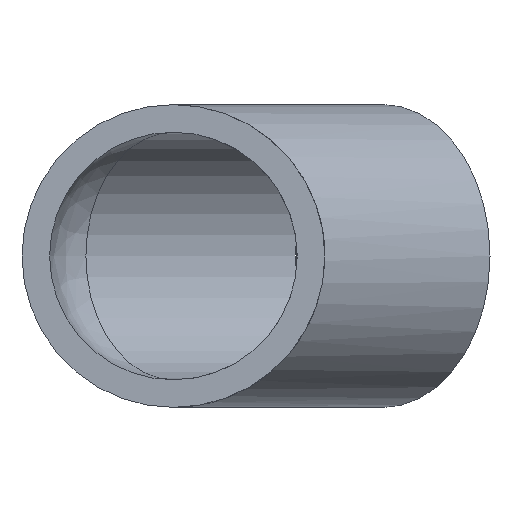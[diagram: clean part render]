
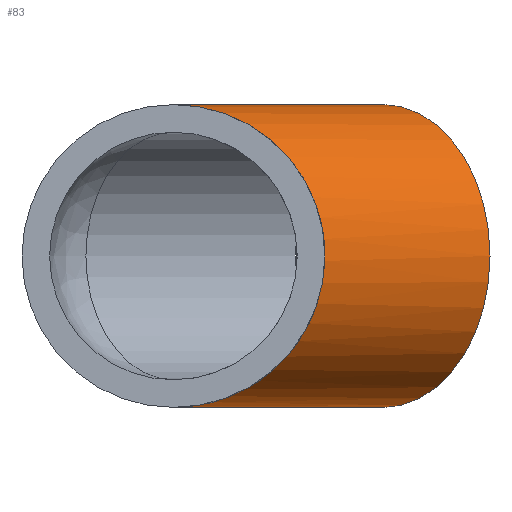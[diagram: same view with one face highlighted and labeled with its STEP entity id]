
A CAD part, left-side view. The second image highlights one B-rep face of the part: STEP entity #83.
In plain terms, the highlighted cylindrical face has radius 80 mm (diameter 160 mm), a full revolution.
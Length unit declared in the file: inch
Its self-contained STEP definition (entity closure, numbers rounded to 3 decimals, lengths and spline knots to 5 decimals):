
#40 = VERTEX_POINT ( 'NONE', #287 ) ;
#45 = DIRECTION ( 'NONE',  ( 0.707, 0.707, 0. ) ) ;
#47 = AXIS2_PLACEMENT_3D ( 'NONE', #278, #150, #45 ) ;
#57 = CYLINDRICAL_SURFACE ( 'NONE', #176, 3.14961 ) ;
#64 = CARTESIAN_POINT ( 'NONE',  ( 3.5522, -6.29921, 3.14961 ) ) ;
#72 = EDGE_CURVE ( 'NONE', #40, #252, #172, .T. ) ;
#74 = ORIENTED_EDGE ( 'NONE', *, *, #202, .T. ) ;
#82 = ORIENTED_EDGE ( 'NONE', *, *, #226, .T. ) ;
#83 = ADVANCED_FACE ( 'NONE', ( #224, #298 ), #57, .T. ) ;
#101 = CARTESIAN_POINT ( 'NONE',  ( 6.16142, 0., -3.14961 ) ) ;
#104 = CARTESIAN_POINT ( 'NONE',  ( 3.5522, -6.29921, -3.14961 ) ) ;
#105 = AXIS2_PLACEMENT_3D ( 'NONE', #198, #312, #135 ) ;
#135 = DIRECTION ( 'NONE',  ( 0.707, 0.707, 0. ) ) ;
#150 = DIRECTION ( 'NONE',  ( -0.707, 0.707, 0. ) ) ;
#152 = CIRCLE ( 'NONE', #47, 3.14961 ) ;
#157 = CIRCLE ( 'NONE', #105, 3.14961 ) ;
#162 = EDGE_LOOP ( 'NONE', ( #268, #82 ) ) ;
#172 =( BOUNDED_CURVE ( )  B_SPLINE_CURVE ( 3, ( #238, #64, #104, #101 ),
 .UNSPECIFIED., .F., .T. ) 
 B_SPLINE_CURVE_WITH_KNOTS ( ( 4, 4 ),
 ( 1.5708, 4.71239 ),
 .UNSPECIFIED. ) 
 CURVE ( )  GEOMETRIC_REPRESENTATION_ITEM ( )  RATIONAL_B_SPLINE_CURVE ( ( 1., 0.333, 0.333, 1. ) ) 
 REPRESENTATION_ITEM ( '' )  );
#176 = AXIS2_PLACEMENT_3D ( 'NONE', #303, #217, #258 ) ;
#198 = CARTESIAN_POINT ( 'NONE',  ( 6.16142, 0., 0. ) ) ;
#200 = CARTESIAN_POINT ( 'NONE',  ( 12.74531, -2.12967, 0. ) ) ;
#202 = EDGE_CURVE ( 'NONE', #273, #273, #152, .T. ) ;
#217 = DIRECTION ( 'NONE',  ( 0.707, -0.707, 0. ) ) ;
#224 = FACE_OUTER_BOUND ( 'NONE', #245, .T. ) ;
#226 = EDGE_CURVE ( 'NONE', #252, #40, #157, .T. ) ;
#236 = CARTESIAN_POINT ( 'NONE',  ( 6.16142, 0., -3.14961 ) ) ;
#238 = CARTESIAN_POINT ( 'NONE',  ( 6.16142, 0., 3.14961 ) ) ;
#245 = EDGE_LOOP ( 'NONE', ( #74 ) ) ;
#252 = VERTEX_POINT ( 'NONE', #236 ) ;
#258 = DIRECTION ( 'NONE',  ( 0.707, 0.707, 0. ) ) ;
#268 = ORIENTED_EDGE ( 'NONE', *, *, #72, .T. ) ;
#273 = VERTEX_POINT ( 'NONE', #200 ) ;
#278 = CARTESIAN_POINT ( 'NONE',  ( 10.5182, -4.35678, 0. ) ) ;
#287 = CARTESIAN_POINT ( 'NONE',  ( 6.16142, 0., 3.14961 ) ) ;
#298 = FACE_OUTER_BOUND ( 'NONE', #162, .T. ) ;
#303 = CARTESIAN_POINT ( 'NONE',  ( 8.33981, -2.17839, 0. ) ) ;
#312 = DIRECTION ( 'NONE',  ( 0.707, -0.707, 0. ) ) ;
